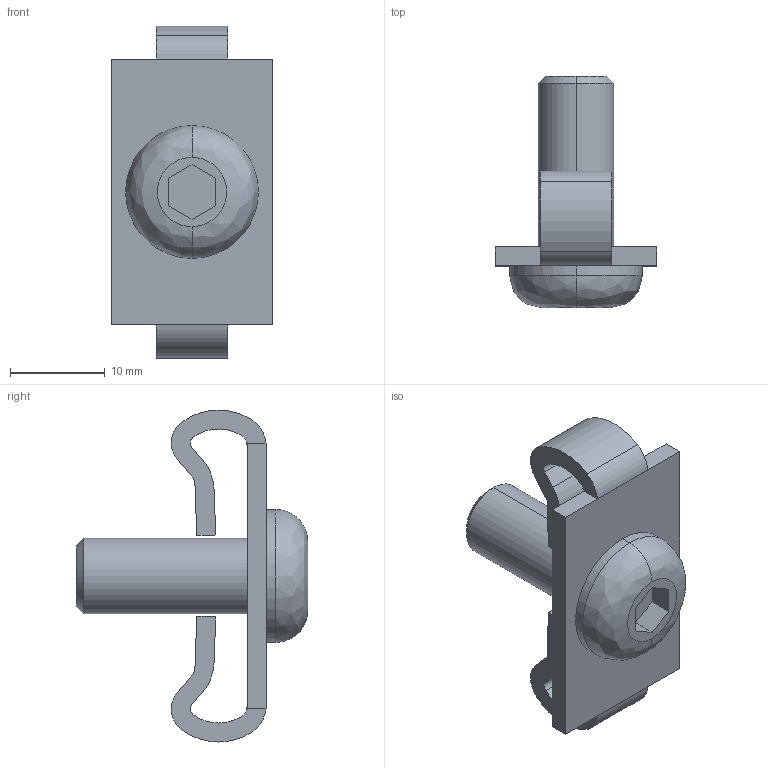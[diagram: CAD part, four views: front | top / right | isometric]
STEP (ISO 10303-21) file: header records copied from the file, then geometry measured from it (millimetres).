
FILE_DESCRIPTION (( 'STEP AP214' ), '1' );
FILE_NAME ('-7128012', '2019-02-04T10:14:19', ( '' ), ('JUGARD+KÜNSTNER GmbH'), 'SwSTEP 2.0', 'SolidWorks 2017', '' );
FILE_SCHEMA (( 'AUTOMOTIVE_DESIGN' ));
Length unit declared in the file: millimetre
Products named in the file (1): -7128012_CNAJF00
Bounding box: 17 x 24.4 x 34.99 mm (x, y, z)
Volume: 2998.9 mm3; surface area: 2529.8 mm2
Topology: 1 solids, 1 shells, 53 faces, 140 edges, 92 vertices
Faces by surface type: plane 29, cylinder 20, bspline 2, cone 2
Entity records: 1702 total; most frequent: CARTESIAN_POINT 322, DIRECTION 286, ORIENTED_EDGE 280, EDGE_CURVE 140, AXIS2_PLACEMENT_3D 96, VECTOR 94, LINE 94, VERTEX_POINT 92
